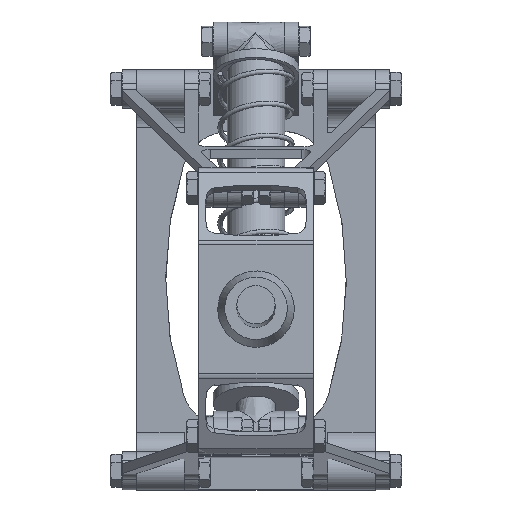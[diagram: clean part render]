
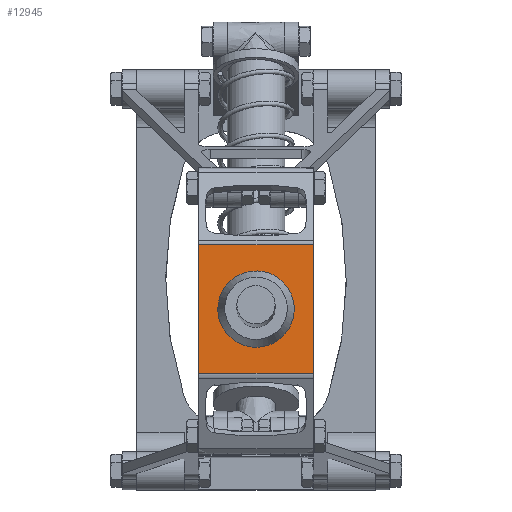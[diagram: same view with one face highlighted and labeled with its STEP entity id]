
A CAD part, top view. The second image highlights one B-rep face of the part: STEP entity #12945.
In plain terms, the highlighted free-form (B-spline) face has degree [1, 1] with [2, 2] control points.
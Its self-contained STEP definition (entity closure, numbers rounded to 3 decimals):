
#11092 = VERTEX_POINT('',#11093);
#11093 = CARTESIAN_POINT('',(-39.299,-31.001,
    572.634));
#11098 = EDGE_CURVE('',#11092,#11092,#11099,.T.);
#11099 = ( BOUNDED_CURVE() B_SPLINE_CURVE(2,(#11100,#11101,#11102,#11103
    ,#11104,#11105,#11106),.UNSPECIFIED.,.T.,.F.) 
B_SPLINE_CURVE_WITH_KNOTS((3,2,2,3),(3.142,5.236,
7.33,9.425),.PIECEWISE_BEZIER_KNOTS.) CURVE() 
GEOMETRIC_REPRESENTATION_ITEM() RATIONAL_B_SPLINE_CURVE((1.,0.5,1.,0.5,
1.,0.5,1.)) REPRESENTATION_ITEM('') );
#11100 = CARTESIAN_POINT('',(-39.299,-31.001,
    572.634));
#11101 = CARTESIAN_POINT('',(-39.299,37.014,
    569.939));
#11102 = CARTESIAN_POINT('',(19.65,3.007,
    571.286));
#11103 = CARTESIAN_POINT('',(78.598,-31.001,
    572.634));
#11104 = CARTESIAN_POINT('',(19.65,-65.008,
    573.981));
#11105 = CARTESIAN_POINT('',(-39.299,-99.015,
    575.329));
#11106 = CARTESIAN_POINT('',(-39.299,-31.001,
    572.634));
#11486 = VERTEX_POINT('',#11487);
#11487 = CARTESIAN_POINT('',(58.949,35.192,570.011)
  );
#11503 = VERTEX_POINT('',#11504);
#11504 = CARTESIAN_POINT('',(-58.949,35.192,570.011
    ));
#11510 = EDGE_CURVE('',#11503,#11486,#11511,.T.);
#11511 = B_SPLINE_CURVE_WITH_KNOTS('',1,(#11512,#11513),.UNSPECIFIED.,
  .F.,.F.,(2,2),(-60.,60.),.PIECEWISE_BEZIER_KNOTS.);
#11512 = CARTESIAN_POINT('',(-58.949,35.192,570.011
    ));
#11513 = CARTESIAN_POINT('',(58.949,35.192,570.011)
  );
#11569 = EDGE_CURVE('',#11486,#11570,#11572,.T.);
#11570 = VERTEX_POINT('',#11571);
#11571 = CARTESIAN_POINT('',(58.949,-97.194,
    575.256));
#11572 = B_SPLINE_CURVE_WITH_KNOTS('',1,(#11573,#11574),.UNSPECIFIED.,
  .F.,.F.,(2,2),(2.573,137.427),
  .PIECEWISE_BEZIER_KNOTS.);
#11573 = CARTESIAN_POINT('',(58.949,35.192,570.011)
  );
#11574 = CARTESIAN_POINT('',(58.949,-97.194,
    575.256));
#11982 = VERTEX_POINT('',#11983);
#11983 = CARTESIAN_POINT('',(-58.949,-97.194,
    575.256));
#11989 = EDGE_CURVE('',#11982,#11503,#11990,.T.);
#11990 = B_SPLINE_CURVE_WITH_KNOTS('',1,(#11991,#11992),.UNSPECIFIED.,
  .F.,.F.,(2,2),(-137.427,-2.573),
  .PIECEWISE_BEZIER_KNOTS.);
#11991 = CARTESIAN_POINT('',(-58.949,-97.194,
    575.256));
#11992 = CARTESIAN_POINT('',(-58.949,35.192,570.011
    ));
#12928 = EDGE_CURVE('',#11570,#11982,#12929,.T.);
#12929 = B_SPLINE_CURVE_WITH_KNOTS('',1,(#12930,#12931),.UNSPECIFIED.,
  .F.,.F.,(2,2),(-60.,60.),.PIECEWISE_BEZIER_KNOTS.);
#12930 = CARTESIAN_POINT('',(58.949,-97.194,
    575.256));
#12931 = CARTESIAN_POINT('',(-58.949,-97.194,
    575.256));
#12945 = ADVANCED_FACE('',(#12946,#12952),#12955,.T.);
#12946 = FACE_BOUND('',#12947,.T.);
#12947 = EDGE_LOOP('',(#12948,#12949,#12950,#12951));
#12948 = ORIENTED_EDGE('',*,*,#11510,.F.);
#12949 = ORIENTED_EDGE('',*,*,#11989,.F.);
#12950 = ORIENTED_EDGE('',*,*,#12928,.F.);
#12951 = ORIENTED_EDGE('',*,*,#11569,.F.);
#12952 = FACE_BOUND('',#12953,.T.);
#12953 = EDGE_LOOP('',(#12954));
#12954 = ORIENTED_EDGE('',*,*,#11098,.T.);
#12955 = B_SPLINE_SURFACE_WITH_KNOTS('',1,1,(
    (#12956,#12957)
    ,(#12958,#12959
    )),.UNSPECIFIED.,.F.,.F.,.F.,(2,2),(2,2),(2.573,
    137.427),(-60.,60.),.PIECEWISE_BEZIER_KNOTS.);
#12956 = CARTESIAN_POINT('',(-58.949,35.192,570.011
    ));
#12957 = CARTESIAN_POINT('',(58.949,35.192,570.011)
  );
#12958 = CARTESIAN_POINT('',(-58.949,-97.194,
    575.256));
#12959 = CARTESIAN_POINT('',(58.949,-97.194,
    575.256));
